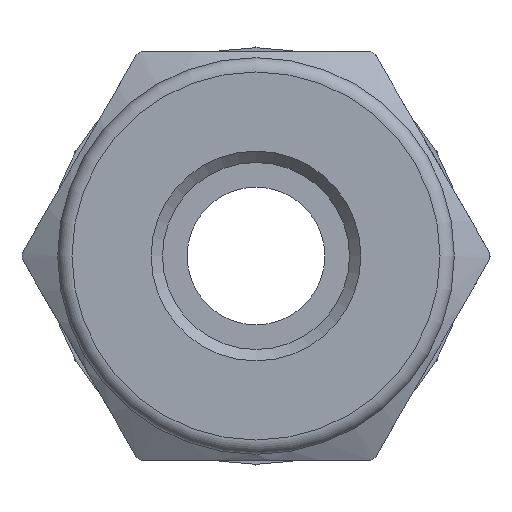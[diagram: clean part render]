
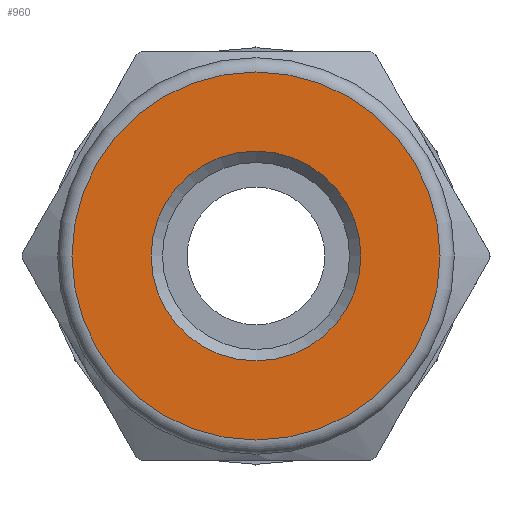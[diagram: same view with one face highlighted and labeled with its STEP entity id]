
A CAD part, left-side view. The second image highlights one B-rep face of the part: STEP entity #960.
In plain terms, the highlighted planar face has unit normal (-1, 0, 0).
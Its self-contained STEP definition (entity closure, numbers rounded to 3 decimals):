
#21=FACE_BOUND('',#232,.T.);
#78=CIRCLE('',#1077,3.675);
#79=CIRCLE('',#1079,6.45);
#162=FACE_OUTER_BOUND('',#231,.T.);
#231=EDGE_LOOP('',(#741));
#232=EDGE_LOOP('',(#742));
#439=VERTEX_POINT('',#1621);
#440=VERTEX_POINT('',#1625);
#550=EDGE_CURVE('',#439,#439,#78,.T.);
#551=EDGE_CURVE('',#440,#440,#79,.T.);
#741=ORIENTED_EDGE('',*,*,#551,.F.);
#742=ORIENTED_EDGE('',*,*,#550,.T.);
#920=PLANE('',#1078);
#960=ADVANCED_FACE('',(#162,#21),#920,.T.);
#1077=AXIS2_PLACEMENT_3D('',#1623,#1294,#1295);
#1078=AXIS2_PLACEMENT_3D('',#1624,#1296,#1297);
#1079=AXIS2_PLACEMENT_3D('',#1626,#1298,#1299);
#1294=DIRECTION('center_axis',(1.,0.,0.));
#1295=DIRECTION('ref_axis',(0.,0.,-1.));
#1296=DIRECTION('center_axis',(-1.,0.,0.));
#1297=DIRECTION('ref_axis',(0.,0.,1.));
#1298=DIRECTION('center_axis',(1.,0.,0.));
#1299=DIRECTION('ref_axis',(0.,0.,-1.));
#1621=CARTESIAN_POINT('',(-7.544,-3.675,0.));
#1623=CARTESIAN_POINT('Origin',(-7.544,0.,
0.));
#1624=CARTESIAN_POINT('Origin',(-7.544,6.45,0.));
#1625=CARTESIAN_POINT('',(-7.544,0.,6.45));
#1626=CARTESIAN_POINT('Origin',(-7.544,0.,
0.));
